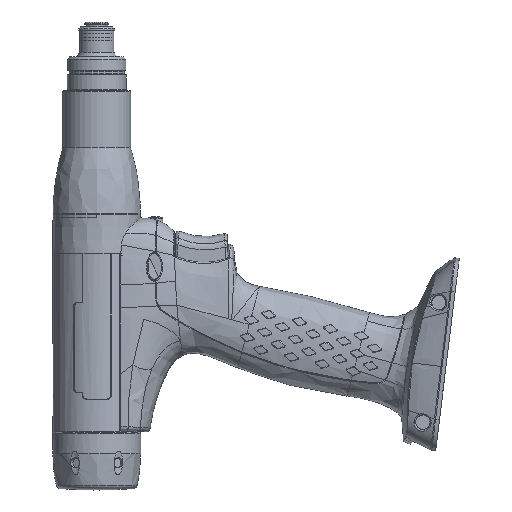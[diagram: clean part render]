
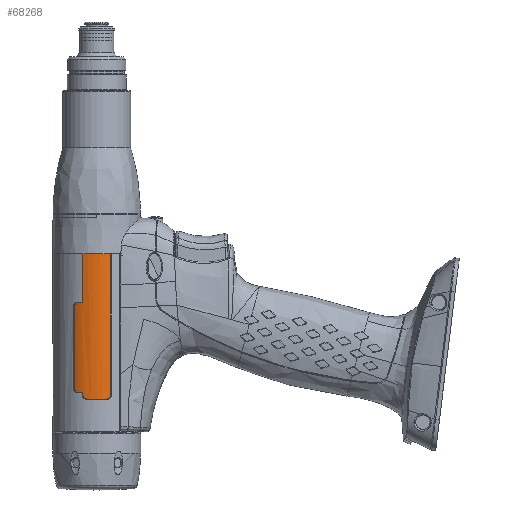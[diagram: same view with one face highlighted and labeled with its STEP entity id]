
A CAD part, left-side view. The second image highlights one B-rep face of the part: STEP entity #68268.
In plain terms, the highlighted cylindrical face has radius 18.586 mm (diameter 37.171 mm), a partial arc.
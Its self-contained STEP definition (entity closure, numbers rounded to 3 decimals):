
#3730=CARTESIAN_POINT('',(0.,0.,-87.32));
#3731=DIRECTION('',(0.,0.,1.));
#3732=DIRECTION('',(-0.964,0.266,0.));
#3733=AXIS2_PLACEMENT_3D('',#3730,#3731,#3732);
#3783=CARTESIAN_POINT('',(0.,0.,-21.3));
#3784=DIRECTION('',(0.,0.,-1.));
#3785=DIRECTION('',(-0.933,-0.36,0.));
#3786=AXIS2_PLACEMENT_3D('',#3783,#3784,#3785);
#51894=CARTESIAN_POINT('',(0.,0.,-83.9));
#51895=DIRECTION('',(0.,0.,-1.));
#51896=DIRECTION('',(-0.933,0.36,0.));
#51897=AXIS2_PLACEMENT_3D('',#51894,#51895,#51896);
#51907=DIRECTION('',(0.,0.,-1.));
#51908=VECTOR('',#51907,0.8);
#51909=CARTESIAN_POINT('',(-17.338,6.695,-83.9));
#51910=LINE('',#51909,#51908);
#51920=CARTESIAN_POINT('',(-17.918,4.936,
-87.32));
#52002=CARTESIAN_POINT('',(-17.338,6.695,
-84.7));
#52003=CARTESIAN_POINT('',(-17.338,6.695,
-85.005));
#52004=CARTESIAN_POINT('',(-17.372,6.609,
-85.58));
#52005=CARTESIAN_POINT('',(-17.51,6.238,
-86.368));
#52006=CARTESIAN_POINT('',(-17.707,5.659,
-86.98));
#52007=CARTESIAN_POINT('',(-17.847,5.194,
-87.232));
#52008=CARTESIAN_POINT('',(-17.918,4.936,
-87.32));
#52065=CARTESIAN_POINT('',(-17.918,-4.936,
-87.32));
#52067=CARTESIAN_POINT('',(-17.918,-4.936,
-87.32));
#52068=CARTESIAN_POINT('',(-17.847,-5.194,
-87.232));
#52069=CARTESIAN_POINT('',(-17.708,-5.658,
-86.981));
#52070=CARTESIAN_POINT('',(-17.51,-6.237,
-86.371));
#52071=CARTESIAN_POINT('',(-17.371,-6.609,
-85.578));
#52072=CARTESIAN_POINT('',(-17.338,-6.695,
-85.004));
#52073=CARTESIAN_POINT('',(-17.338,-6.695,
-84.7));
#52151=DIRECTION('',(0.,0.,1.));
#52152=VECTOR('',#52151,63.4);
#52153=CARTESIAN_POINT('',(-17.338,-6.695,
-84.7));
#52154=LINE('',#52153,#52152);
#52318=CARTESIAN_POINT('',(-15.83,9.739,-82.15));
#52319=CARTESIAN_POINT('',(-15.83,9.739,
-82.333));
#52320=CARTESIAN_POINT('',(-15.86,9.69,
-82.699));
#52321=CARTESIAN_POINT('',(-15.992,9.471,
-83.198));
#52322=CARTESIAN_POINT('',(-16.189,9.133,
-83.588));
#52323=CARTESIAN_POINT('',(-16.428,8.697,
-83.842));
#52324=CARTESIAN_POINT('',(-16.595,8.37,-83.9));
#52325=CARTESIAN_POINT('',(-16.677,8.205,-83.9));
#52385=DIRECTION('',(0.,0.,-1.));
#52386=VECTOR('',#52385,36.6);
#52387=CARTESIAN_POINT('',(-15.83,9.739,-45.55));
#52388=LINE('',#52387,#52386);
#52397=CARTESIAN_POINT('',(-16.677,8.205,-43.8));
#52398=CARTESIAN_POINT('',(-16.595,8.37,-43.8));
#52399=CARTESIAN_POINT('',(-16.428,8.697,
-43.858));
#52400=CARTESIAN_POINT('',(-16.189,9.133,
-44.112));
#52401=CARTESIAN_POINT('',(-15.992,9.471,
-44.502));
#52402=CARTESIAN_POINT('',(-15.86,9.69,
-45.001));
#52403=CARTESIAN_POINT('',(-15.83,9.739,
-45.367));
#52404=CARTESIAN_POINT('',(-15.83,9.739,-45.55));
#52464=CARTESIAN_POINT('',(0.,0.,-43.8));
#52465=DIRECTION('',(0.,0.,-1.));
#52466=DIRECTION('',(-0.933,0.36,0.));
#52467=AXIS2_PLACEMENT_3D('',#52464,#52465,#52466);
#52598=CARTESIAN_POINT('',(-17.338,6.695,
-27.964));
#52599=CARTESIAN_POINT('',(-17.374,6.602,
-28.159));
#52600=CARTESIAN_POINT('',(-17.429,6.454,
-28.57));
#52601=CARTESIAN_POINT('',(-17.454,6.387,
-29.024));
#52602=CARTESIAN_POINT('',(-17.459,6.373,
-29.261));
#52604=CARTESIAN_POINT('',(-17.459,6.373,
-29.261));
#52605=CARTESIAN_POINT('',(-17.456,6.382,
-29.514));
#52606=CARTESIAN_POINT('',(-17.433,6.444,
-29.995));
#52607=CARTESIAN_POINT('',(-17.376,6.597,
-30.429));
#52608=CARTESIAN_POINT('',(-17.338,6.695,
-30.635));
#52614=DIRECTION('',(0.,0.,-1.));
#52615=VECTOR('',#52614,13.165);
#52616=CARTESIAN_POINT('',(-17.338,6.695,
-30.635));
#52617=LINE('',#52616,#52615);
#52639=DIRECTION('',(0.,0.,-1.));
#52640=VECTOR('',#52639,6.664);
#52641=CARTESIAN_POINT('',(-17.338,6.695,-21.3));
#52642=LINE('',#52641,#52640);
#63894=CARTESIAN_POINT('',(-17.338,6.695,-43.8));
#63895=CARTESIAN_POINT('',(-16.677,8.205,-43.8));
#63896=VERTEX_POINT('',#63894);
#63897=VERTEX_POINT('',#63895);
#63898=CARTESIAN_POINT('',(-17.338,6.695,-83.9));
#63899=CARTESIAN_POINT('',(-16.677,8.205,-83.9));
#63900=VERTEX_POINT('',#63898);
#63901=VERTEX_POINT('',#63899);
#63902=CARTESIAN_POINT('',(-15.83,9.739,-45.55));
#63903=CARTESIAN_POINT('',(-15.83,9.739,-82.15));
#63904=VERTEX_POINT('',#63902);
#63905=VERTEX_POINT('',#63903);
#63922=CARTESIAN_POINT('',(-17.338,6.695,-21.3));
#63923=CARTESIAN_POINT('',(-17.338,6.695,
-27.964));
#63924=VERTEX_POINT('',#63922);
#63925=VERTEX_POINT('',#63923);
#63926=VERTEX_POINT('',#51920);
#63928=VERTEX_POINT('',#52002);
#63934=VERTEX_POINT('',#52065);
#63935=VERTEX_POINT('',#52073);
#63936=CARTESIAN_POINT('',(-17.338,-6.695,-21.3));
#63937=VERTEX_POINT('',#63936);
#63994=VERTEX_POINT('',#52602);
#63995=VERTEX_POINT('',#52608);
#68231=CARTESIAN_POINT('',(0.,0.,0.481));
#68232=DIRECTION('',(0.,0.,-1.));
#68233=DIRECTION('',(0.,-1.,0.));
#68234=AXIS2_PLACEMENT_3D('',#68231,#68232,#68233);
#68235=CYLINDRICAL_SURFACE('',#68234,18.586);
#68237=ORIENTED_EDGE('',*,*,#68236,.F.);
#68239=ORIENTED_EDGE('',*,*,#68238,.F.);
#68241=ORIENTED_EDGE('',*,*,#68240,.F.);
#68243=ORIENTED_EDGE('',*,*,#68242,.F.);
#68245=ORIENTED_EDGE('',*,*,#68244,.F.);
#68247=ORIENTED_EDGE('',*,*,#68246,.F.);
#68249=ORIENTED_EDGE('',*,*,#68248,.T.);
#68251=ORIENTED_EDGE('',*,*,#68250,.F.);
#68253=ORIENTED_EDGE('',*,*,#68252,.F.);
#68255=ORIENTED_EDGE('',*,*,#68254,.F.);
#68257=ORIENTED_EDGE('',*,*,#68256,.F.);
#68259=ORIENTED_EDGE('',*,*,#68258,.F.);
#68261=ORIENTED_EDGE('',*,*,#68260,.F.);
#68263=ORIENTED_EDGE('',*,*,#68262,.F.);
#68265=ORIENTED_EDGE('',*,*,#68264,.F.);
#68266=EDGE_LOOP('',(#68237,#68239,#68241,#68243,#68245,#68247,#68249,#68251,
#68253,#68255,#68257,#68259,#68261,#68263,#68265));
#68267=FACE_OUTER_BOUND('',#68266,.F.);
#68268=ADVANCED_FACE('',(#68267),#68235,.T.);
#3734=CIRCLE('',#3733,18.586);
#3787=CIRCLE('',#3786,18.586);
#51898=CIRCLE('',#51897,18.586);
#52009=B_SPLINE_CURVE_WITH_KNOTS('',3,(#52002,#52003,#52004,#52005,#52006,
#52007,#52008),.UNSPECIFIED.,.F.,.F.,(4,1,1,1,4),(0.,0.25,0.5,0.75,
1.),.UNSPECIFIED.);
#52074=B_SPLINE_CURVE_WITH_KNOTS('',3,(#52067,#52068,#52069,#52070,#52071,
#52072,#52073),.UNSPECIFIED.,.F.,.F.,(4,1,1,1,4),(0.,0.25,0.5,0.75,
1.),.UNSPECIFIED.);
#52326=B_SPLINE_CURVE_WITH_KNOTS('',3,(#52318,#52319,#52320,#52321,#52322,
#52323,#52324,#52325),.UNSPECIFIED.,.F.,.F.,(4,1,1,1,1,4),(0.,0.2,0.4,
0.6,0.8,1.),.UNSPECIFIED.);
#52405=B_SPLINE_CURVE_WITH_KNOTS('',3,(#52397,#52398,#52399,#52400,#52401,
#52402,#52403,#52404),.UNSPECIFIED.,.F.,.F.,(4,1,1,1,1,4),(0.,0.2,0.4,
0.6,0.8,1.),.UNSPECIFIED.);
#52468=CIRCLE('',#52467,18.586);
#52603=B_SPLINE_CURVE_WITH_KNOTS('',3,(#52598,#52599,#52600,#52601,#52602),
.UNSPECIFIED.,.F.,.F.,(4,1,4),(0.,0.5,1.),.UNSPECIFIED.);
#52609=B_SPLINE_CURVE_WITH_KNOTS('',3,(#52604,#52605,#52606,#52607,#52608),
.UNSPECIFIED.,.F.,.F.,(4,1,4),(0.,0.5,1.),.UNSPECIFIED.);
#68236=EDGE_CURVE('',#63937,#63924,#3787,.T.);
#68238=EDGE_CURVE('',#63935,#63937,#52154,.T.);
#68240=EDGE_CURVE('',#63934,#63935,#52074,.T.);
#68242=EDGE_CURVE('',#63926,#63934,#3734,.T.);
#68244=EDGE_CURVE('',#63928,#63926,#52009,.T.);
#68246=EDGE_CURVE('',#63900,#63928,#51910,.T.);
#68248=EDGE_CURVE('',#63900,#63901,#51898,.T.);
#68250=EDGE_CURVE('',#63905,#63901,#52326,.T.);
#68252=EDGE_CURVE('',#63904,#63905,#52388,.T.);
#68254=EDGE_CURVE('',#63897,#63904,#52405,.T.);
#68256=EDGE_CURVE('',#63896,#63897,#52468,.T.);
#68258=EDGE_CURVE('',#63995,#63896,#52617,.T.);
#68260=EDGE_CURVE('',#63994,#63995,#52609,.T.);
#68262=EDGE_CURVE('',#63925,#63994,#52603,.T.);
#68264=EDGE_CURVE('',#63924,#63925,#52642,.T.);
